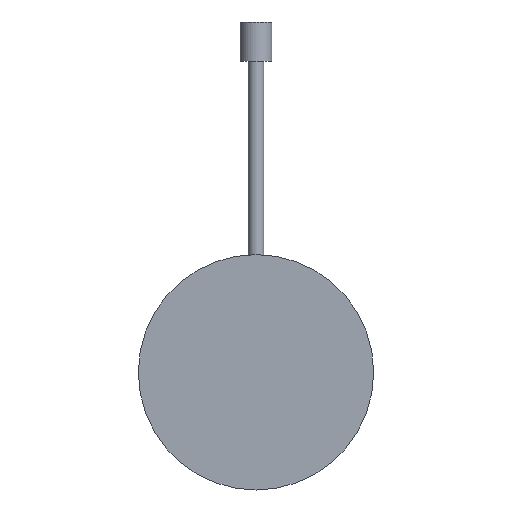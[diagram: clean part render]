
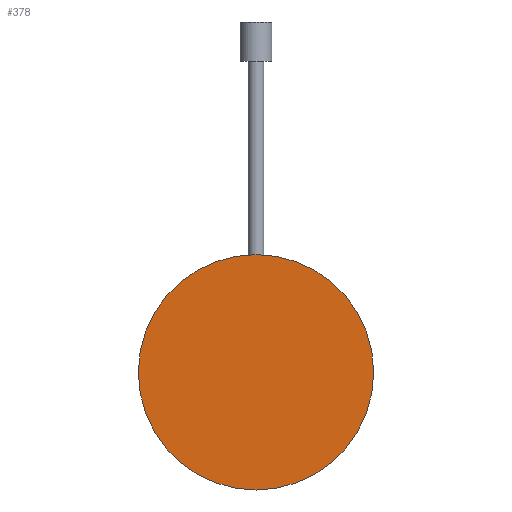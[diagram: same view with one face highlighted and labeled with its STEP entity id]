
A CAD part, front view. The second image highlights one B-rep face of the part: STEP entity #378.
In plain terms, the highlighted planar face has unit normal (0, -1, 0).
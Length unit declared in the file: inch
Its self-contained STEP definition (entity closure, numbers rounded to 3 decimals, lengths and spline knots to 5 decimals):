
#171 = VERTEX_POINT ( 'NONE', #585 ) ;
#172 = VERTEX_POINT ( 'NONE', #619 ) ;
#179 = EDGE_CURVE ( 'NONE', #172, #171, #569, .T. ) ;
#378 = ADVANCED_FACE ( 'NONE', ( #1094 ), #1189, .F. ) ;
#379 = ORIENTED_EDGE ( 'NONE', *, *, #394, .F. ) ;
#385 = EDGE_LOOP ( 'NONE', ( #379, #389 ) ) ;
#389 = ORIENTED_EDGE ( 'NONE', *, *, #179, .F. ) ;
#394 = EDGE_CURVE ( 'NONE', #171, #172, #1129, .T. ) ;
#569 = CIRCLE ( 'NONE', #631, 1.5 ) ;
#585 = CARTESIAN_POINT ( 'NONE',  ( 0., 0., -1.5 ) ) ;
#616 = DIRECTION ( 'NONE',  ( 0., 0., 1. ) ) ;
#617 = DIRECTION ( 'NONE',  ( 0., 1., 0. ) ) ;
#618 = CARTESIAN_POINT ( 'NONE',  ( 0., 0., 0. ) ) ;
#619 = CARTESIAN_POINT ( 'NONE',  ( 0., 0., 1.5 ) ) ;
#631 = AXIS2_PLACEMENT_3D ( 'NONE', #618, #617, #616 ) ;
#1080 = AXIS2_PLACEMENT_3D ( 'NONE', #1119, #1118, #1117 ) ;
#1084 = DIRECTION ( 'NONE',  ( 0., 0., 1. ) ) ;
#1085 = DIRECTION ( 'NONE',  ( 0., 1., 0. ) ) ;
#1088 = CARTESIAN_POINT ( 'NONE',  ( 0., 0., 0. ) ) ;
#1094 = FACE_OUTER_BOUND ( 'NONE', #385, .T. ) ;
#1117 = DIRECTION ( 'NONE',  ( 0., 0., 1. ) ) ;
#1118 = DIRECTION ( 'NONE',  ( 0., 1., 0. ) ) ;
#1119 = CARTESIAN_POINT ( 'NONE',  ( 0., 0., 0. ) ) ;
#1129 = CIRCLE ( 'NONE', #1080, 1.5 ) ;
#1138 = AXIS2_PLACEMENT_3D ( 'NONE', #1088, #1085, #1084 ) ;
#1189 = PLANE ( 'NONE',  #1138 ) ;
